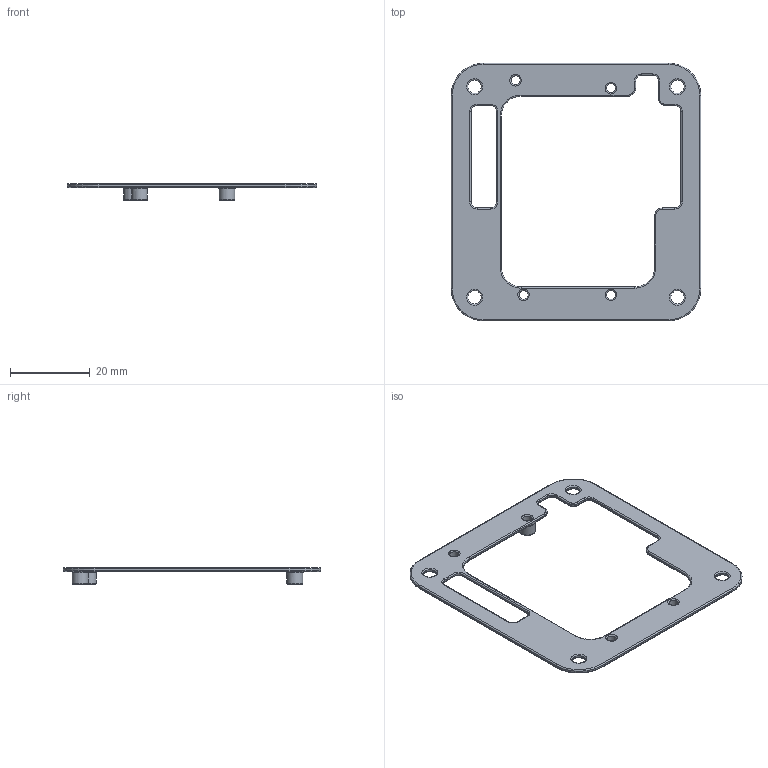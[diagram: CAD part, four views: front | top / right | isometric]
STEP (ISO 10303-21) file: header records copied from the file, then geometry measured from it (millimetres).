
FILE_DESCRIPTION(/* description */ (''),/* implementation_level */ '2;1');
FILE_NAME(/* name */ 'Bespoke-Base.step',/* time_stamp */ '2023-07-23T16:34:21+08:00',/* author */ (''),/* organization */ (''),/* preprocessor_version */ 'ST-DEVELOPER v19.2',/* originating_system */ 'Autodesk Translation Framework v12.6.0.85',/* authorisation */ '');
FILE_SCHEMA (('AUTOMOTIVE_DESIGN { 1 0 10303 214 3 1 1 }'));
Length unit declared in the file: millimetre
Products named in the file (1): Bespoke-Base
Bounding box: 62.79 x 64.79 x 4.25 mm (x, y, z)
Volume: 1844.7 mm3; surface area: 4176.7 mm2
Topology: 1 solids, 1 shells, 166 faces, 389 edges, 218 vertices
Faces by surface type: cylinder 69, torus 61, plane 24, bspline 12
Full cylindrical faces by diameter (mm): 2.3 x4, 3.4 x4, 4 x4
Entity records: 5123 total; most frequent: CARTESIAN_POINT 1220, DIRECTION 899, ORIENTED_EDGE 762, AXIS2_PLACEMENT_3D 387, EDGE_CURVE 381, CIRCLE 232, VERTEX_POINT 218, EDGE_LOOP 187
